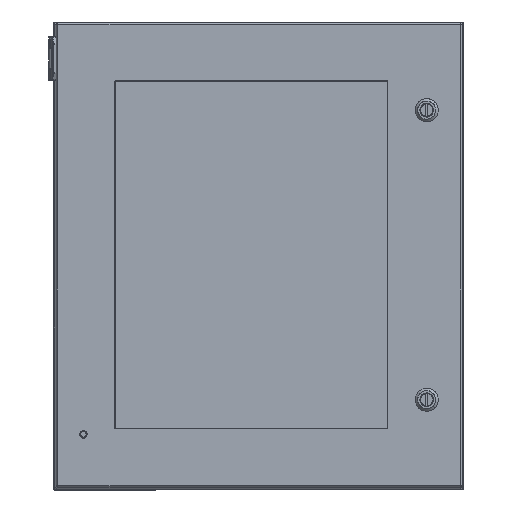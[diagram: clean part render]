
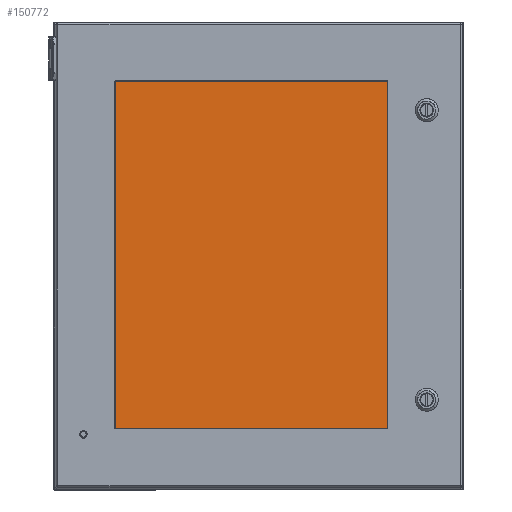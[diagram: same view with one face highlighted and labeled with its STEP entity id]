
A CAD part, top view. The second image highlights one B-rep face of the part: STEP entity #150772.
In plain terms, the highlighted planar face has unit normal (0, 0, 1).
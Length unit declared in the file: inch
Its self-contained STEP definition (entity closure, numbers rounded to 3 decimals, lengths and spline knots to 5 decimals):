
#7153 = DIRECTION ( 'NONE',  ( 0., 0., -1. ) ) ;
#7475 = DIRECTION ( 'NONE',  ( -1., 0., 0. ) ) ;
#7544 = VERTEX_POINT ( 'NONE', #74426 ) ;
#8076 = EDGE_CURVE ( 'NONE', #31465, #26173, #64403, .T. ) ;
#9502 = VECTOR ( 'NONE', #7475, 39.37008 ) ;
#15979 = CARTESIAN_POINT ( 'NONE',  ( -4.93926, -5.97016, 6.17969 ) ) ;
#19885 = VECTOR ( 'NONE', #156653, 39.37008 ) ;
#23366 = VECTOR ( 'NONE', #34686, 39.37008 ) ;
#26173 = VERTEX_POINT ( 'NONE', #108363 ) ;
#31465 = VERTEX_POINT ( 'NONE', #178572 ) ;
#33916 = CARTESIAN_POINT ( 'NONE',  ( 4.40449, -5.97016, 6.17969 ) ) ;
#34686 = DIRECTION ( 'NONE',  ( 0., 1., 0. ) ) ;
#35264 = PLANE ( 'NONE',  #82012 ) ;
#37890 = CARTESIAN_POINT ( 'NONE',  ( -0.26738, 0.01422, 6.17969 ) ) ;
#39936 = ORIENTED_EDGE ( 'NONE', *, *, #126604, .T. ) ;
#49990 = LINE ( 'NONE', #160057, #9502 ) ;
#58396 = LINE ( 'NONE', #15979, #73343 ) ;
#58541 = EDGE_CURVE ( 'NONE', #26173, #7544, #49990, .T. ) ;
#62316 = DIRECTION ( 'NONE',  ( -1., 0., 0. ) ) ;
#64403 = LINE ( 'NONE', #79807, #23366 ) ;
#73343 = VECTOR ( 'NONE', #125204, 39.37008 ) ;
#74426 = CARTESIAN_POINT ( 'NONE',  ( -4.93926, 5.99859, 6.17969 ) ) ;
#79807 = CARTESIAN_POINT ( 'NONE',  ( 4.40449, 5.99859, 6.17969 ) ) ;
#82012 = AXIS2_PLACEMENT_3D ( 'NONE', #37890, #7153, #62316 ) ;
#108363 = CARTESIAN_POINT ( 'NONE',  ( 4.40449, 5.99859, 6.17969 ) ) ;
#119028 = ORIENTED_EDGE ( 'NONE', *, *, #171976, .T. ) ;
#125204 = DIRECTION ( 'NONE',  ( 0., -1., 0. ) ) ;
#126604 = EDGE_CURVE ( 'NONE', #7544, #168737, #58396, .T. ) ;
#147767 = ORIENTED_EDGE ( 'NONE', *, *, #58541, .T. ) ;
#150772 = ADVANCED_FACE ( 'NONE', ( #174184 ), #35264, .F. ) ;
#156653 = DIRECTION ( 'NONE',  ( 1., 0., 0. ) ) ;
#160057 = CARTESIAN_POINT ( 'NONE',  ( -4.93926, 5.99859, 6.17969 ) ) ;
#168321 = EDGE_LOOP ( 'NONE', ( #147767, #39936, #119028, #177982 ) ) ;
#168737 = VERTEX_POINT ( 'NONE', #171222 ) ;
#171079 = LINE ( 'NONE', #33916, #19885 ) ;
#171222 = CARTESIAN_POINT ( 'NONE',  ( -4.93926, -5.97016, 6.17969 ) ) ;
#171976 = EDGE_CURVE ( 'NONE', #168737, #31465, #171079, .T. ) ;
#174184 = FACE_OUTER_BOUND ( 'NONE', #168321, .T. ) ;
#177982 = ORIENTED_EDGE ( 'NONE', *, *, #8076, .T. ) ;
#178572 = CARTESIAN_POINT ( 'NONE',  ( 4.40449, -5.97016, 6.17969 ) ) ;
